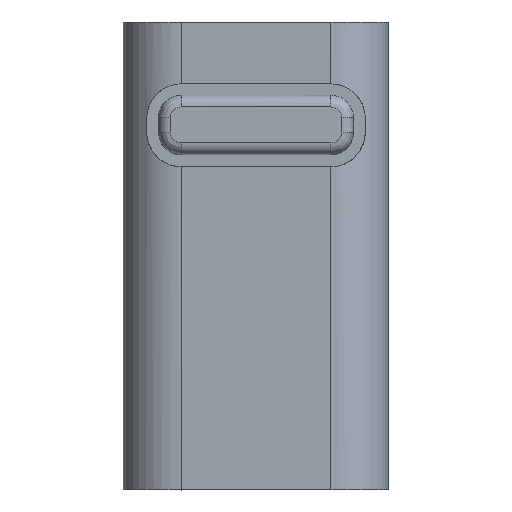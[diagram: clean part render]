
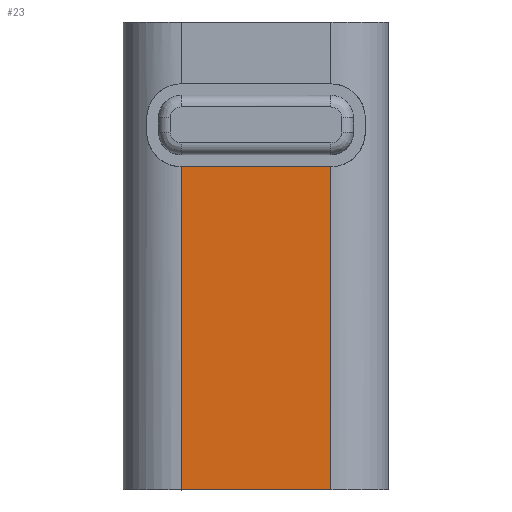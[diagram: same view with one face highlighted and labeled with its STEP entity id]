
A CAD part, top view. The second image highlights one B-rep face of the part: STEP entity #23.
In plain terms, the highlighted planar face has unit normal (0, 0, 1).
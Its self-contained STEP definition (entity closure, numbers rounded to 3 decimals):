
#23=ADVANCED_FACE('',(#69),#691,.T.);
#69=FACE_OUTER_BOUND('',#115,.T.);
#115=EDGE_LOOP('',(#192,#193,#194,#195));
#192=ORIENTED_EDGE('',*,*,#430,.T.);
#193=ORIENTED_EDGE('',*,*,#432,.T.);
#194=ORIENTED_EDGE('',*,*,#407,.F.);
#195=ORIENTED_EDGE('',*,*,#433,.F.);
#407=EDGE_CURVE('',#627,#615,#508,.T.);
#430=EDGE_CURVE('',#643,#636,#522,.T.);
#432=EDGE_CURVE('',#636,#615,#578,.T.);
#433=EDGE_CURVE('',#643,#627,#579,.T.);
#508=B_SPLINE_CURVE_WITH_KNOTS('',1,(#1108,#1109),.UNSPECIFIED.,.F.,.F.,
(2,2),(13.695,20.095),.UNSPECIFIED.);
#522=B_SPLINE_CURVE_WITH_KNOTS('',1,(#1202,#1203),.UNSPECIFIED.,.F.,.F.,
(2,2),(13.695,20.095),.UNSPECIFIED.);
#578=(
BOUNDED_CURVE()
B_SPLINE_CURVE(1,(#1206,#1207),.UNSPECIFIED.,.F.,.F.)
B_SPLINE_CURVE_WITH_KNOTS((2,2),(6.188,20.),.UNSPECIFIED.)
CURVE()
GEOMETRIC_REPRESENTATION_ITEM()
RATIONAL_B_SPLINE_CURVE((1.,1.))
REPRESENTATION_ITEM('')
);
#579=(
BOUNDED_CURVE()
B_SPLINE_CURVE(1,(#1208,#1209),.UNSPECIFIED.,.F.,.F.)
B_SPLINE_CURVE_WITH_KNOTS((2,2),(6.188,20.),.UNSPECIFIED.)
CURVE()
GEOMETRIC_REPRESENTATION_ITEM()
RATIONAL_B_SPLINE_CURVE((1.,1.))
REPRESENTATION_ITEM('')
);
#615=VERTEX_POINT('',#985);
#627=VERTEX_POINT('',#997);
#636=VERTEX_POINT('',#1006);
#643=VERTEX_POINT('',#1013);
#691=PLANE('',#824);
#824=AXIS2_PLACEMENT_3D('',#912,#868,$);
#868=DIRECTION('',(0.,0.,1.));
#912=CARTESIAN_POINT('',(1.987,88.64,-21.64));
#985=CARTESIAN_POINT('',(-4.413,68.64,-21.64));
#997=CARTESIAN_POINT('',(1.987,68.64,-21.64));
#1006=CARTESIAN_POINT('',(-4.413,82.452,-21.64));
#1013=CARTESIAN_POINT('',(1.987,82.452,-21.64));
#1108=CARTESIAN_POINT('',(1.987,68.64,-21.64));
#1109=CARTESIAN_POINT('',(-4.413,68.64,-21.64));
#1202=CARTESIAN_POINT('',(1.987,82.452,-21.64));
#1203=CARTESIAN_POINT('',(-4.413,82.452,-21.64));
#1206=CARTESIAN_POINT('',(-4.413,82.452,-21.64));
#1207=CARTESIAN_POINT('',(-4.413,68.64,-21.64));
#1208=CARTESIAN_POINT('',(1.987,82.452,-21.64));
#1209=CARTESIAN_POINT('',(1.987,68.64,-21.64));
